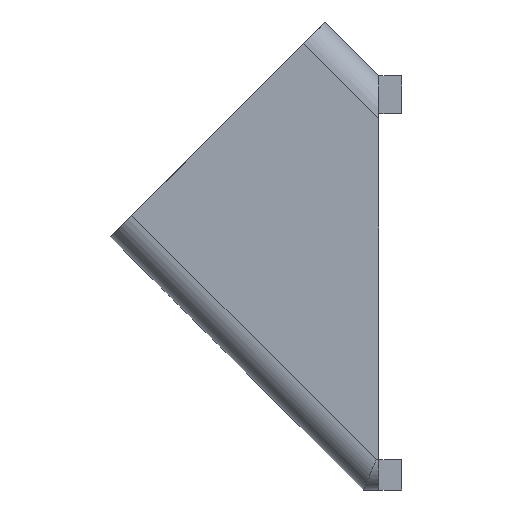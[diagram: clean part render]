
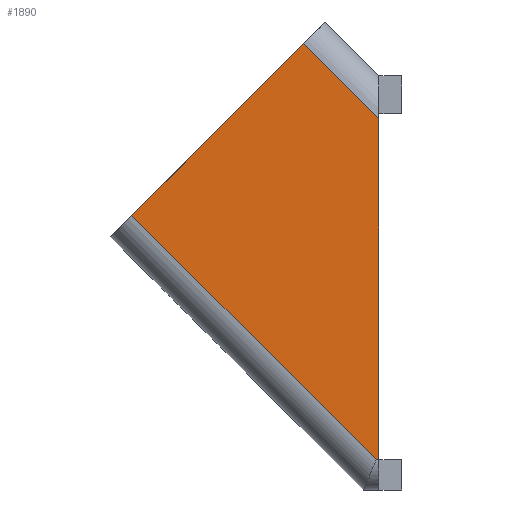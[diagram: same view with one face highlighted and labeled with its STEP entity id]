
A CAD part, left-side view. The second image highlights one B-rep face of the part: STEP entity #1890.
In plain terms, the highlighted planar face has unit normal (-1, 0, 0).
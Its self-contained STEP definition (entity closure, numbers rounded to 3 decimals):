
#336=ORIENTED_EDGE('',*,*,#875,.T.);
#337=ORIENTED_EDGE('',*,*,#876,.T.);
#338=ORIENTED_EDGE('',*,*,#743,.F.);
#339=ORIENTED_EDGE('',*,*,#877,.T.);
#340=ORIENTED_EDGE('',*,*,#856,.F.);
#743=EDGE_CURVE('',#1028,#1029,#1213,.T.);
#856=EDGE_CURVE('',#1132,#1133,#1275,.T.);
#875=EDGE_CURVE('',#1132,#1141,#1292,.F.);
#876=EDGE_CURVE('',#1141,#1029,#1293,.F.);
#877=EDGE_CURVE('',#1028,#1133,#1294,.F.);
#1028=VERTEX_POINT('',#2790);
#1029=VERTEX_POINT('',#2792);
#1132=VERTEX_POINT('',#3029);
#1133=VERTEX_POINT('',#3031);
#1141=VERTEX_POINT('',#3062);
#1213=LINE('',#2791,#1410);
#1275=LINE('',#3030,#1472);
#1292=LINE('',#3061,#1489);
#1293=LINE('',#3063,#1490);
#1294=LINE('',#3064,#1491);
#1410=VECTOR('',#2204,1000.);
#1472=VECTOR('',#2384,1000.);
#1489=VECTOR('',#2413,1000.);
#1490=VECTOR('',#2414,1000.);
#1491=VECTOR('',#2415,1000.);
#1616=EDGE_LOOP('',(#336,#337,#338,#339,#340));
#1729=FACE_BOUND('',#1616,.T.);
#1828=PLANE('',#2060);
#1890=ADVANCED_FACE('',(#1729),#1828,.F.);
#2060=AXIS2_PLACEMENT_3D('',#3060,#2411,#2412);
#2204=DIRECTION('',(0.,0.,-1.));
#2384=DIRECTION('',(0.,-0.707,0.707));
#2411=DIRECTION('',(1.,0.,0.));
#2412=DIRECTION('',(0.,0.,-1.));
#2413=DIRECTION('',(0.,0.707,0.707));
#2414=DIRECTION('',(0.,1.,0.));
#2415=DIRECTION('',(0.,-0.707,-0.707));
#2790=CARTESIAN_POINT('',(-20.,0.,-2.828));
#2791=CARTESIAN_POINT('',(-20.,0.,0.));
#2792=CARTESIAN_POINT('',(-20.,0.,-25.28));
#3029=CARTESIAN_POINT('',(-20.,16.266,-9.186));
#3030=CARTESIAN_POINT('',(-20.,17.68,-10.6));
#3031=CARTESIAN_POINT('',(-20.,4.954,2.126));
#3060=CARTESIAN_POINT('',(-20.,0.,0.));
#3061=CARTESIAN_POINT('',(-20.,12.726,-12.726));
#3062=CARTESIAN_POINT('',(-20.,0.172,-25.28));
#3063=CARTESIAN_POINT('',(-20.,0.,-25.28));
#3064=CARTESIAN_POINT('',(-20.,1.414,-1.414));
